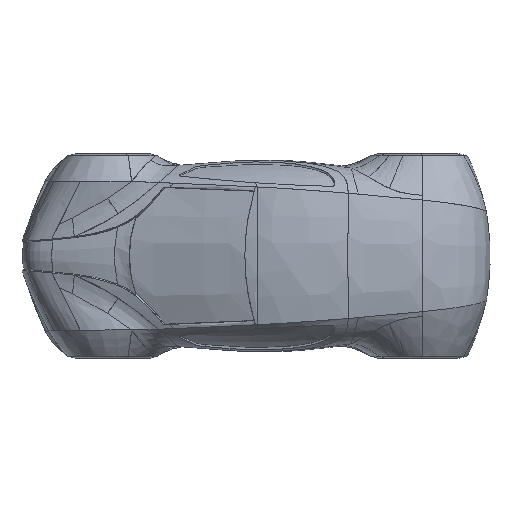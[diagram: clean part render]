
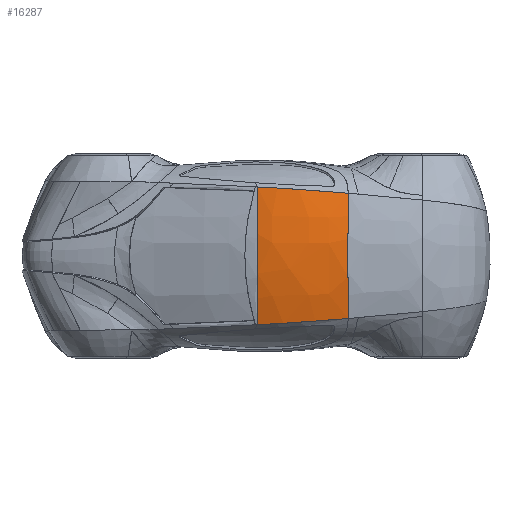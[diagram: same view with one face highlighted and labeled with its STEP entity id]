
A CAD part, top view. The second image highlights one B-rep face of the part: STEP entity #16287.
In plain terms, the highlighted free-form (B-spline) face has degree [5, 5] with [6, 6] control points.
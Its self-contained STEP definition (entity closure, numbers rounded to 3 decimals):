
#16178=CARTESIAN_POINT('',(1163.36,-555.014,1051.519));
#16179=CARTESIAN_POINT('',(1273.773,-549.323,1074.024));
#16180=CARTESIAN_POINT('',(1397.803,-542.751,1094.241));
#16181=CARTESIAN_POINT('',(1579.613,-530.036,1084.232));
#16182=CARTESIAN_POINT('',(1738.318,-517.54,1070.887));
#16183=CARTESIAN_POINT('',(1894.162,-504.475,1054.186));
#16184=CARTESIAN_POINT('',(1162.63,-315.108,1101.659));
#16185=CARTESIAN_POINT('',(1274.945,-315.108,1121.788));
#16186=CARTESIAN_POINT('',(1397.997,-315.108,1139.92));
#16187=CARTESIAN_POINT('',(1578.587,-311.451,1135.363));
#16188=CARTESIAN_POINT('',(1738.246,-307.271,1120.943));
#16189=CARTESIAN_POINT('',(1892.441,-302.685,1103.422));
#16190=CARTESIAN_POINT('',(1162.17,-101.97,1134.546));
#16191=CARTESIAN_POINT('',(1274.122,-101.971,1153.561));
#16192=CARTESIAN_POINT('',(1397.637,-101.971,1170.306));
#16193=CARTESIAN_POINT('',(1578.129,-102.675,1168.135));
#16194=CARTESIAN_POINT('',(1737.784,-101.81,1154.054));
#16195=CARTESIAN_POINT('',(1891.526,-100.895,1137.));
#16196=CARTESIAN_POINT('',(1162.17,101.971,1134.547));
#16197=CARTESIAN_POINT('',(1274.122,101.949,1153.561));
#16198=CARTESIAN_POINT('',(1397.637,101.949,1170.306));
#16199=CARTESIAN_POINT('',(1578.13,102.675,1168.135));
#16200=CARTESIAN_POINT('',(1737.784,101.81,1154.054));
#16201=CARTESIAN_POINT('',(1891.526,100.895,1137.));
#16202=CARTESIAN_POINT('',(1162.63,315.108,1101.661));
#16203=CARTESIAN_POINT('',(1274.945,315.108,1121.788));
#16204=CARTESIAN_POINT('',(1397.997,315.108,1139.92));
#16205=CARTESIAN_POINT('',(1578.587,311.45,1135.363));
#16206=CARTESIAN_POINT('',(1738.246,307.27,1120.943));
#16207=CARTESIAN_POINT('',(1892.441,302.685,1103.422));
#16208=CARTESIAN_POINT('',(1163.36,555.014,1051.519));
#16209=CARTESIAN_POINT('',(1273.775,549.39,1074.01));
#16210=CARTESIAN_POINT('',(1397.8,542.665,1094.259));
#16211=CARTESIAN_POINT('',(1579.613,530.036,1084.232));
#16212=CARTESIAN_POINT('',(1738.318,517.54,1070.887));
#16213=CARTESIAN_POINT('',(1894.162,504.475,1054.186));
#16214=QUASI_UNIFORM_SURFACE('',5,5,((#16178,#16184,#16190,#16196,#16202,#16208),(#16179,#16185,#16191,#16197,#16203,#16209),(#16180,#16186,#16192,#16198,#16204,#16210),(#16181,#16187,#16193,#16199,#16205,#16211),(#16182,#16188,#16194,#16200,#16206,#16212),(#16183,#16189,#16195,#16201,#16207,#16213)),.UNSPECIFIED.,.F.,.F.,.F.);
#16215=CARTESIAN_POINT('',(1163.36,-555.014,1051.519));
#16216=VERTEX_POINT('',#16215);
#16217=CARTESIAN_POINT('',(1894.162,-504.475,1054.186));
#16218=VERTEX_POINT('',#16217);
#16219=CARTESIAN_POINT('',(1163.36,-555.014,1051.519));
#16220=CARTESIAN_POINT('',(1273.773,-549.323,1074.024));
#16221=CARTESIAN_POINT('',(1397.803,-542.751,1094.241));
#16222=CARTESIAN_POINT('',(1579.613,-530.036,1084.232));
#16223=CARTESIAN_POINT('',(1738.318,-517.54,1070.887));
#16224=CARTESIAN_POINT('',(1894.162,-504.475,1054.186));
#16225=QUASI_UNIFORM_CURVE('',5,(#16219,#16220,#16221,#16222,#16223,#16224),.UNSPECIFIED.,.F.,.U.);
#16226=EDGE_CURVE('',#16216,#16218,#16225,.T.);
#16227=ORIENTED_EDGE('',*,*,#16226,.T.);
#16228=CARTESIAN_POINT('',(1894.162,504.475,1054.186));
#16229=VERTEX_POINT('',#16228);
#16230=CARTESIAN_POINT('',(1894.162,-504.475,1054.186));
#16231=CARTESIAN_POINT('',(1892.441,-302.685,1103.422));
#16232=CARTESIAN_POINT('',(1891.526,-100.895,1137.));
#16233=CARTESIAN_POINT('',(1891.526,100.895,1137.));
#16234=CARTESIAN_POINT('',(1892.441,302.685,1103.422));
#16235=CARTESIAN_POINT('',(1894.162,504.475,1054.186));
#16236=QUASI_UNIFORM_CURVE('',5,(#16230,#16231,#16232,#16233,#16234,#16235),.UNSPECIFIED.,.F.,.U.);
#16237=EDGE_CURVE('',#16218,#16229,#16236,.T.);
#16238=ORIENTED_EDGE('',*,*,#16237,.T.);
#16239=CARTESIAN_POINT('',(1163.36,555.014,1051.519));
#16240=VERTEX_POINT('',#16239);
#16241=CARTESIAN_POINT('',(1894.162,504.475,1054.186));
#16242=CARTESIAN_POINT('',(1858.687,507.449,1057.988));
#16243=CARTESIAN_POINT('',(1822.982,510.391,1061.594));
#16244=CARTESIAN_POINT('',(1786.852,513.298,1064.923));
#16245=CARTESIAN_POINT('',(1746.131,516.574,1068.675));
#16246=CARTESIAN_POINT('',(1704.878,519.805,1072.071));
#16247=CARTESIAN_POINT('',(1663.544,522.941,1074.831));
#16248=CARTESIAN_POINT('',(1606.034,527.304,1078.67));
#16249=CARTESIAN_POINT('',(1548.4,531.48,1081.251));
#16250=CARTESIAN_POINT('',(1492.99,535.286,1081.758));
#16251=CARTESIAN_POINT('',(1453.497,538.,1082.12));
#16252=CARTESIAN_POINT('',(1415.169,540.524,1081.425));
#16253=CARTESIAN_POINT('',(1378.742,542.817,1079.545));
#16254=CARTESIAN_POINT('',(1346.192,544.867,1077.866));
#16255=CARTESIAN_POINT('',(1315.17,546.731,1075.239));
#16256=CARTESIAN_POINT('',(1285.858,548.415,1071.768));
#16257=CARTESIAN_POINT('',(1259.329,549.94,1068.627));
#16258=CARTESIAN_POINT('',(1234.205,551.317,1064.795));
#16259=CARTESIAN_POINT('',(1210.243,552.584,1060.533));
#16260=CARTESIAN_POINT('',(1194.165,553.435,1057.673));
#16261=CARTESIAN_POINT('',(1178.602,554.237,1054.624));
#16262=CARTESIAN_POINT('',(1163.36,555.014,1051.519));
#16263=B_SPLINE_CURVE_WITH_KNOTS('',3,(#16241,#16242,#16243,#16244,#16245,#16246,#16247,#16248,#16249,#16250,#16251,#16252,#16253,#16254,#16255,#16256,#16257,#16258,#16259,#16260,#16261,#16262),.UNSPECIFIED.,.F.,.U.,(4,3,3,3,3,3,3,4),(-1.0,-0.863,-0.709,-0.495,-0.343,-0.206,-0.083,0.0),.UNSPECIFIED.);
#16264=EDGE_CURVE('',#16229,#16240,#16263,.T.);
#16265=ORIENTED_EDGE('',*,*,#16264,.T.);
#16266=CARTESIAN_POINT('',(1163.36,555.014,1051.519));
#16267=CARTESIAN_POINT('',(1163.114,474.236,1068.402));
#16268=CARTESIAN_POINT('',(1162.906,397.101,1082.894));
#16269=CARTESIAN_POINT('',(1162.747,322.149,1093.967));
#16270=CARTESIAN_POINT('',(1162.588,247.183,1105.042));
#16271=CARTESIAN_POINT('',(1162.479,174.4,1112.696));
#16272=CARTESIAN_POINT('',(1162.426,102.322,1116.421));
#16273=CARTESIAN_POINT('',(1162.373,30.242,1120.147));
#16274=CARTESIAN_POINT('',(1162.376,-41.133,1119.943));
#16275=CARTESIAN_POINT('',(1162.435,-113.287,1115.825));
#16276=CARTESIAN_POINT('',(1162.493,-185.433,1111.706));
#16277=CARTESIAN_POINT('',(1162.608,-258.359,1103.673));
#16278=CARTESIAN_POINT('',(1162.771,-333.542,1092.26));
#16279=CARTESIAN_POINT('',(1162.927,-404.915,1081.425));
#16280=CARTESIAN_POINT('',(1163.127,-478.322,1067.548));
#16281=CARTESIAN_POINT('',(1163.36,-555.014,1051.519));
#16282=B_SPLINE_CURVE_WITH_KNOTS('',3,(#16266,#16267,#16268,#16269,#16270,#16271,#16272,#16273,#16274,#16275,#16276,#16277,#16278,#16279,#16280,#16281),.UNSPECIFIED.,.F.,.U.,(4,3,3,3,3,4),(-1.0,-0.798,-0.596,-0.394,-0.192,0.0),.UNSPECIFIED.);
#16283=EDGE_CURVE('',#16240,#16216,#16282,.T.);
#16284=ORIENTED_EDGE('',*,*,#16283,.T.);
#16285=EDGE_LOOP('',(#16227,#16238,#16265,#16284));
#16286=FACE_OUTER_BOUND('',#16285,.T.);
#16287=ADVANCED_FACE('',(#16286),#16214,.T.);
